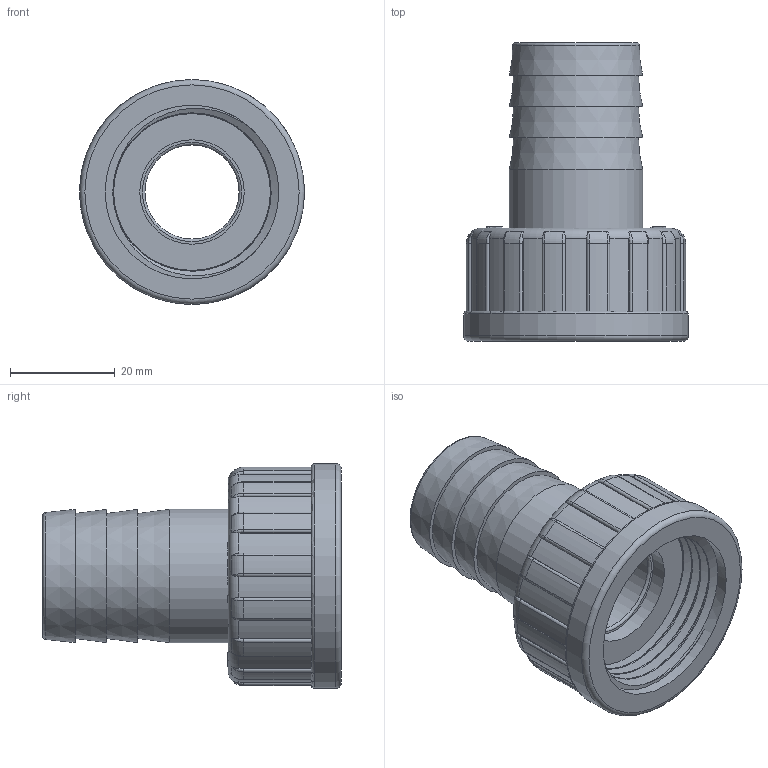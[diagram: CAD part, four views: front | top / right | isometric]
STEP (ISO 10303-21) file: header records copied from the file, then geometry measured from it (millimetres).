
FILE_DESCRIPTION(/* description */ (''),/* implementation_level */ '2;1');
FILE_NAME(/* name */ '水泵接头32X25.stp',/* time_stamp */ '2026-03-28T10:01:16+08:00',/* author */ (''),/* organization */ (''),/* preprocessor_version */ 'ST-DEVELOPER v16.7',/* originating_system */ 'SIEMENS PLM Software NX 12.0',/* authorisation */ '');
FILE_SCHEMA (('AUTOMOTIVE_DESIGN { 1 0 10303 214 3 1 1 1 }'));
Length unit declared in the file: millimetre
Products named in the file (1): Admi094C974Bl1ww
Bounding box: 43 x 57.1 x 43 mm (x, y, z)
Volume: 25837.2 mm3; surface area: 15980.8 mm2
Topology: 3 solids, 3 shells, 364 faces, 922 edges, 593 vertices
Faces by surface type: plane 157, cylinder 83, extrusion 64, bspline 33, torus 23, cone 4
Full cylindrical faces by diameter (mm): 1.243 x1, 1.657 x1, 18 x1, 20 x1, 25.5 x1, 27.4 x1, 27.7 x1, 30 x2, 33.249 x7, 43 x1
Entity records: 14271 total; most frequent: CARTESIAN_POINT 6246, ORIENTED_EDGE 1744, DIRECTION 1394, EDGE_CURVE 872, VERTEX_POINT 573, VECTOR 480, AXIS2_PLACEMENT_3D 457, LINE 416
